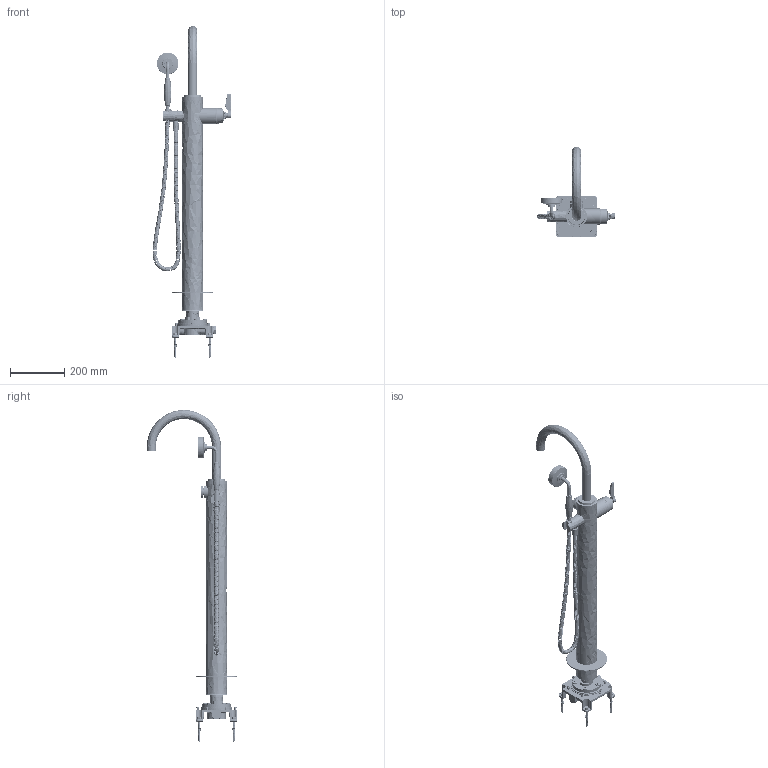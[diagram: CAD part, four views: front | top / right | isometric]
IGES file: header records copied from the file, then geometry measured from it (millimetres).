
Global section: file name: T11K36-LA; native system: Autodesk Inventor 2024; preprocessor: unknown; author: kwhieldon; date: 20240410.143724; units: millimetre
Bounding box: 289.43 x 332.58 x 1221.2 mm (x, y, z)
Volume: 2669097.8 mm3; surface area: 1381296.2 mm2
Topology: 140 solids, 148 shells, 9044 faces, 22502 edges, 13659 vertices
Faces by surface type: bspline 9044
